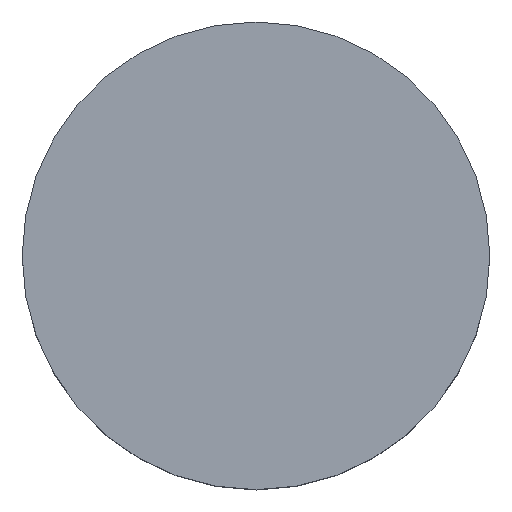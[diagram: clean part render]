
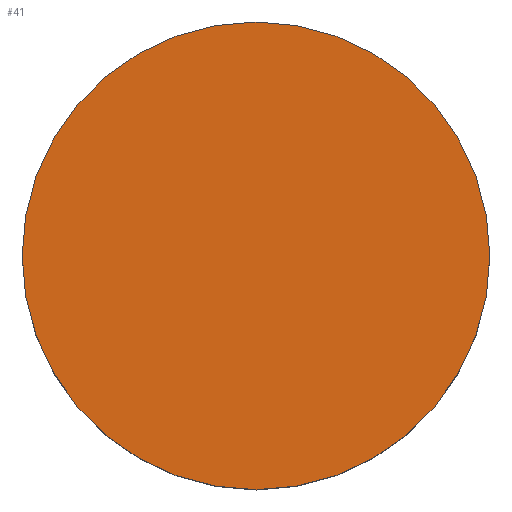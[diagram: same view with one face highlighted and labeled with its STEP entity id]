
A CAD part, top view. The second image highlights one B-rep face of the part: STEP entity #41.
In plain terms, the highlighted planar face has unit normal (0, 0, 1).
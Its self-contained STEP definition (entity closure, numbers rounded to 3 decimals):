
#14=PLANE('',#60);
#19=FACE_OUTER_BOUND('',#22,.T.);
#22=EDGE_LOOP('',(#37));
#27=CIRCLE('',#59,1.2);
#29=VERTEX_POINT('',#79);
#32=EDGE_CURVE('',#29,#29,#27,.T.);
#37=ORIENTED_EDGE('',*,*,#32,.T.);
#41=ADVANCED_FACE('',(#19),#14,.T.);
#59=AXIS2_PLACEMENT_3D('',#81,#69,#70);
#60=AXIS2_PLACEMENT_3D('',#82,#71,#72);
#69=DIRECTION('center_axis',(0.,0.,1.));
#70=DIRECTION('ref_axis',(-1.,0.,0.));
#71=DIRECTION('center_axis',(0.,0.,1.));
#72=DIRECTION('ref_axis',(-1.,0.,0.));
#79=CARTESIAN_POINT('',(1.2,0.,2.1));
#81=CARTESIAN_POINT('Origin',(0.,0.,2.1));
#82=CARTESIAN_POINT('Origin',(0.,0.,2.1));
